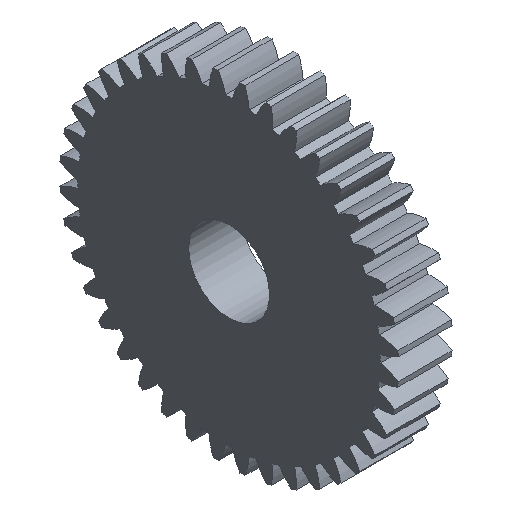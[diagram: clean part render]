
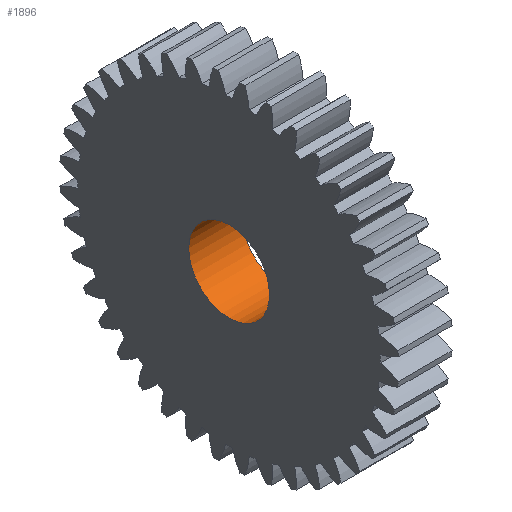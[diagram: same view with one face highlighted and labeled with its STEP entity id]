
A CAD part, isometric view. The second image highlights one B-rep face of the part: STEP entity #1896.
In plain terms, the highlighted cylindrical face has radius 7.5 mm (diameter 15 mm), a full revolution.
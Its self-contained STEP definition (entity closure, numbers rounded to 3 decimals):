
#223 = FACE_OUTER_BOUND ( 'NONE', #3828, .T. ) ;
#257 = CARTESIAN_POINT ( 'NONE',  ( 50., 0., 0. ) ) ;
#258 = ORIENTED_EDGE ( 'NONE', *, *, #696, .T. ) ;
#511 = EDGE_LOOP ( 'NONE', ( #4168 ) ) ;
#585 = AXIS2_PLACEMENT_3D ( 'NONE', #4535, #3189, #3605 ) ;
#696 = EDGE_CURVE ( 'NONE', #5626, #5626, #1947, .T. ) ;
#1033 = DIRECTION ( 'NONE',  ( 0., 0., 1. ) ) ;
#1141 = CIRCLE ( 'NONE', #585, 7.5 ) ;
#1556 = CARTESIAN_POINT ( 'NONE',  ( 10., 0., 7.5 ) ) ;
#1896 = ADVANCED_FACE ( 'NONE', ( #5156, #223 ), #1987, .F. ) ;
#1947 = CIRCLE ( 'NONE', #2690, 7.5 ) ;
#1987 = CYLINDRICAL_SURFACE ( 'NONE', #4330, 7.5 ) ;
#2279 = DIRECTION ( 'NONE',  ( 1., 0., 0. ) ) ;
#2690 = AXIS2_PLACEMENT_3D ( 'NONE', #4921, #2279, #1033 ) ;
#2943 = DIRECTION ( 'NONE',  ( 0., 0., 1. ) ) ;
#3005 = DIRECTION ( 'NONE',  ( -1., 0., 0. ) ) ;
#3189 = DIRECTION ( 'NONE',  ( -1., 0., 0. ) ) ;
#3417 = VERTEX_POINT ( 'NONE', #4319 ) ;
#3597 = EDGE_CURVE ( 'NONE', #3417, #3417, #1141, .T. ) ;
#3605 = DIRECTION ( 'NONE',  ( 0., 0., -1. ) ) ;
#3828 = EDGE_LOOP ( 'NONE', ( #258 ) ) ;
#4168 = ORIENTED_EDGE ( 'NONE', *, *, #3597, .T. ) ;
#4319 = CARTESIAN_POINT ( 'NONE',  ( 0., 0., -7.5 ) ) ;
#4330 = AXIS2_PLACEMENT_3D ( 'NONE', #257, #3005, #2943 ) ;
#4535 = CARTESIAN_POINT ( 'NONE',  ( 0., 0., 0. ) ) ;
#4921 = CARTESIAN_POINT ( 'NONE',  ( 10., 0., 0. ) ) ;
#5156 = FACE_OUTER_BOUND ( 'NONE', #511, .T. ) ;
#5626 = VERTEX_POINT ( 'NONE', #1556 ) ;
